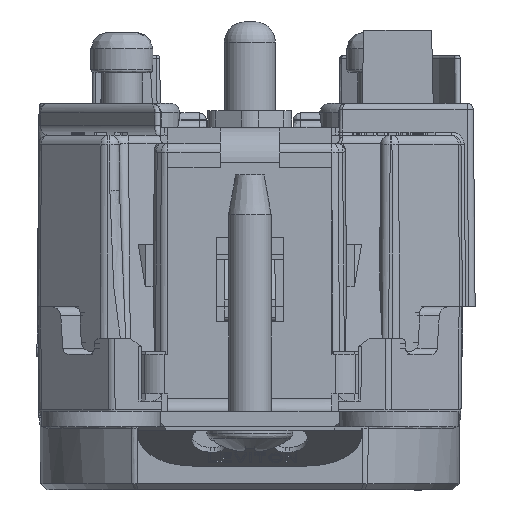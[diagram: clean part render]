
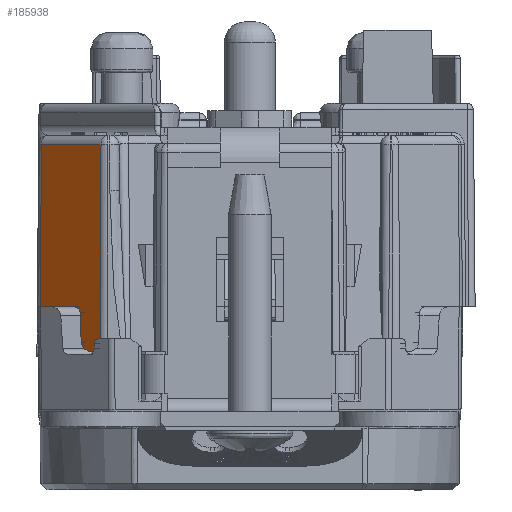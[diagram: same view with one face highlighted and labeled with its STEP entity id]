
A CAD part, front view. The second image highlights one B-rep face of the part: STEP entity #185938.
In plain terms, the highlighted planar face has unit normal (-0.707, -0.707, 0.009).
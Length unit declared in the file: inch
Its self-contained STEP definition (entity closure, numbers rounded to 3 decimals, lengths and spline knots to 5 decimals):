
#697 = ORIENTED_EDGE ( 'NONE', *, *, #166922, .T. ) ;
#1193 = VECTOR ( 'NONE', #103273, 39.37008 ) ;
#2622 = CARTESIAN_POINT ( 'NONE',  ( -0.05474, -0.97456, 0.59572 ) ) ;
#2744 = VERTEX_POINT ( 'NONE', #90412 ) ;
#3071 = DIRECTION ( 'NONE',  ( 0.707, -0.707, 0. ) ) ;
#4935 = VERTEX_POINT ( 'NONE', #161276 ) ;
#9030 = CARTESIAN_POINT ( 'NONE',  ( -0.24197, -0.78769, 0.56603 ) ) ;
#9420 = CARTESIAN_POINT ( 'NONE',  ( -0.08747, -0.95022, -0.08423 ) ) ;
#13190 = VECTOR ( 'NONE', #165179, 39.37008 ) ;
#15205 = VECTOR ( 'NONE', #17695, 39.37008 ) ;
#17695 = DIRECTION ( 'NONE',  ( 0.707, -0.707, 0. ) ) ;
#18315 = VERTEX_POINT ( 'NONE', #9030 ) ;
#22329 = EDGE_CURVE ( 'NONE', #18315, #86372, #177388, .T. ) ;
#27875 = FACE_OUTER_BOUND ( 'NONE', #183516, .T. ) ;
#29909 = CARTESIAN_POINT ( 'NONE',  ( -0.49206, -0.5439, 0.05577 ) ) ;
#30002 = VERTEX_POINT ( 'NONE', #153519 ) ;
#35403 = EDGE_CURVE ( 'NONE', #183260, #101730, #143807, .T. ) ;
#38314 = DIRECTION ( 'NONE',  ( -0.707, -0.707, 0.009 ) ) ;
#39955 = VECTOR ( 'NONE', #163448, 39.37008 ) ;
#40118 = VECTOR ( 'NONE', #56072, 39.37008 ) ;
#45403 = LINE ( 'NONE', #63251, #60920 ) ;
#47467 = ORIENTED_EDGE ( 'NONE', *, *, #118842, .T. ) ;
#53598 = EDGE_CURVE ( 'NONE', #2744, #112973, #90269, .T. ) ;
#55130 = CARTESIAN_POINT ( 'NONE',  ( -0.00884, -1.02884, -0.08423 ) ) ;
#56072 = DIRECTION ( 'NONE',  ( 0.707, -0.707, 0. ) ) ;
#58496 = CARTESIAN_POINT ( 'NONE',  ( -0.12929, -0.90667, 0.05577 ) ) ;
#60920 = VECTOR ( 'NONE', #3071, 39.37008 ) ;
#63251 = CARTESIAN_POINT ( 'NONE',  ( -0.49206, -0.5439, 0.05577 ) ) ;
#65573 = CARTESIAN_POINT ( 'NONE',  ( -0.2419, -0.78776, 0.56603 ) ) ;
#65926 = CARTESIAN_POINT ( 'NONE',  ( -0.1164, -0.92114, -0.07263 ) ) ;
#67432 = LINE ( 'NONE', #55130, #40118 ) ;
#70368 = LINE ( 'NONE', #97660, #90964 ) ;
#75558 = EDGE_CURVE ( 'NONE', #101730, #109147, #160574, .T. ) ;
#77263 = CARTESIAN_POINT ( 'NONE',  ( -0.11707, -0.92026, -0.0558 ) ) ;
#78133 = CARTESIAN_POINT ( 'NONE',  ( -0.14052, -0.89544, 0.05577 ) ) ;
#86372 = VERTEX_POINT ( 'NONE', #134562 ) ;
#90269 =( BOUNDED_CURVE ( )  B_SPLINE_CURVE ( 3, ( #77263, #65926, #181587, #9420 ),
 .UNSPECIFIED., .F., .F. ) 
 B_SPLINE_CURVE_WITH_KNOTS ( ( 4, 4 ),
 ( 3.18161, 4.70005 ),
 .UNSPECIFIED. ) 
 CURVE ( )  GEOMETRIC_REPRESENTATION_ITEM ( )  RATIONAL_B_SPLINE_CURVE ( ( 1., 0.817, 0.817, 1. ) ) 
 REPRESENTATION_ITEM ( '' )  );
#90412 = CARTESIAN_POINT ( 'NONE',  ( -0.11707, -0.92026, -0.0558 ) ) ;
#90964 = VECTOR ( 'NONE', #158721, 39.37008 ) ;
#97660 = CARTESIAN_POINT ( 'NONE',  ( -0.1416, -0.88818, 0.55636 ) ) ;
#97915 = ORIENTED_EDGE ( 'NONE', *, *, #149108, .T. ) ;
#100883 = CARTESIAN_POINT ( 'NONE',  ( -0.12123, -0.91482, 0.04803 ) ) ;
#101730 = VERTEX_POINT ( 'NONE', #78133 ) ;
#102845 = ORIENTED_EDGE ( 'NONE', *, *, #75558, .T. ) ;
#103273 = DIRECTION ( 'NONE',  ( 0.004, 0.009, 1. ) ) ;
#106329 = CARTESIAN_POINT ( 'NONE',  ( -0.12078, -0.91541, 0.03682 ) ) ;
#109147 = VERTEX_POINT ( 'NONE', #106329 ) ;
#112185 = CARTESIAN_POINT ( 'NONE',  ( -0.14052, -0.89544, 0.05577 ) ) ;
#112973 = VERTEX_POINT ( 'NONE', #150066 ) ;
#113112 = CARTESIAN_POINT ( 'NONE',  ( -0.12078, -0.91541, 0.03682 ) ) ;
#118842 = EDGE_CURVE ( 'NONE', #112973, #4935, #67432, .T. ) ;
#120192 = LINE ( 'NONE', #65573, #39955 ) ;
#126402 = AXIS2_PLACEMENT_3D ( 'NONE', #167233, #38314, #153096 ) ;
#129980 = EDGE_CURVE ( 'NONE', #2744, #109147, #70368, .T. ) ;
#130076 = ORIENTED_EDGE ( 'NONE', *, *, #22329, .T. ) ;
#133577 = ORIENTED_EDGE ( 'NONE', *, *, #148834, .T. ) ;
#134562 = CARTESIAN_POINT ( 'NONE',  ( -0.24643, -0.78953, 0.05577 ) ) ;
#137856 = CARTESIAN_POINT ( 'NONE',  ( -0.24643, -0.78953, 0.05572 ) ) ;
#141768 = PLANE ( 'NONE',  #126402 ) ;
#143807 = LINE ( 'NONE', #29909, #15205 ) ;
#148500 = ORIENTED_EDGE ( 'NONE', *, *, #129980, .F. ) ;
#148834 = EDGE_CURVE ( 'NONE', #86372, #183260, #45403, .T. ) ;
#149108 = EDGE_CURVE ( 'NONE', #30002, #18315, #120192, .T. ) ;
#150066 = CARTESIAN_POINT ( 'NONE',  ( -0.08747, -0.95022, -0.08423 ) ) ;
#153096 = DIRECTION ( 'NONE',  ( 0.707, -0.707, 0. ) ) ;
#153519 = CARTESIAN_POINT ( 'NONE',  ( -0.05484, -0.97482, 0.56603 ) ) ;
#158721 = DIRECTION ( 'NONE',  ( -0.04, 0.052, 0.998 ) ) ;
#160574 =( BOUNDED_CURVE ( )  B_SPLINE_CURVE ( 3, ( #112185, #58496, #100883, #113112 ),
 .UNSPECIFIED., .F., .F. ) 
 B_SPLINE_CURVE_WITH_KNOTS ( ( 4, 4 ),
 ( 1.58314, 3.10157 ),
 .UNSPECIFIED. ) 
 CURVE ( )  GEOMETRIC_REPRESENTATION_ITEM ( )  RATIONAL_B_SPLINE_CURVE ( ( 1., 0.817, 0.817, 1. ) ) 
 REPRESENTATION_ITEM ( '' )  );
#161276 = CARTESIAN_POINT ( 'NONE',  ( -0.05719, -0.98049, -0.08423 ) ) ;
#163448 = DIRECTION ( 'NONE',  ( -0.707, 0.707, 0. ) ) ;
#165179 = DIRECTION ( 'NONE',  ( -0.009, -0.004, -1. ) ) ;
#166907 = ORIENTED_EDGE ( 'NONE', *, *, #35403, .T. ) ;
#166922 = EDGE_CURVE ( 'NONE', #4935, #30002, #174752, .T. ) ;
#167233 = CARTESIAN_POINT ( 'NONE',  ( 0.28481, -1.3141, 0.59577 ) ) ;
#172873 = ORIENTED_EDGE ( 'NONE', *, *, #53598, .T. ) ;
#174752 = LINE ( 'NONE', #2622, #1193 ) ;
#177388 = LINE ( 'NONE', #137856, #13190 ) ;
#181587 = CARTESIAN_POINT ( 'NONE',  ( -0.10432, -0.93337, -0.08423 ) ) ;
#183260 = VERTEX_POINT ( 'NONE', #185833 ) ;
#183516 = EDGE_LOOP ( 'NONE', ( #148500, #172873, #47467, #697, #97915, #130076, #133577, #166907, #102845 ) ) ;
#185833 = CARTESIAN_POINT ( 'NONE',  ( -0.15696, -0.879, 0.05577 ) ) ;
#185938 = ADVANCED_FACE ( 'NONE', ( #27875 ), #141768, .T. ) ;
